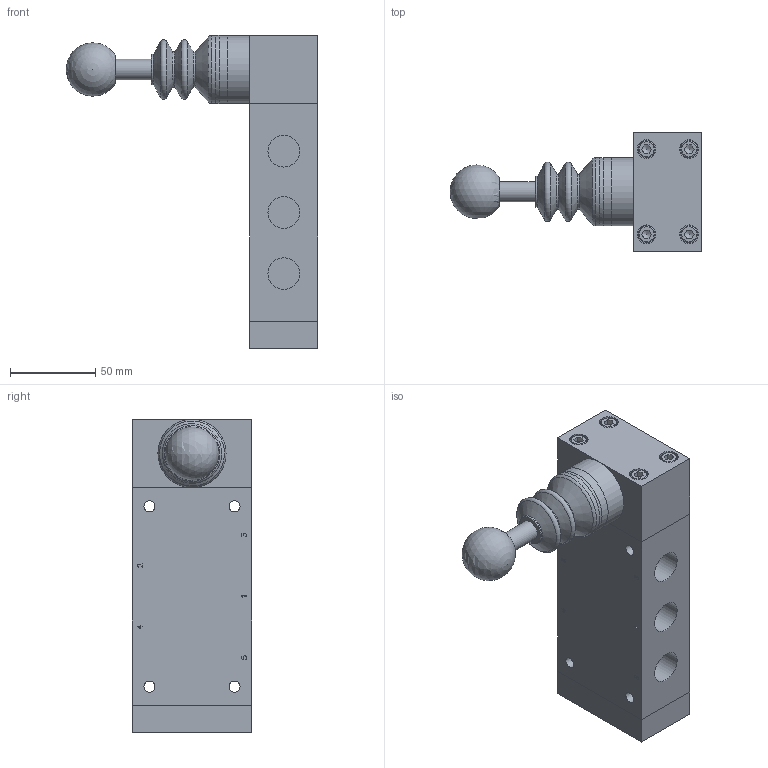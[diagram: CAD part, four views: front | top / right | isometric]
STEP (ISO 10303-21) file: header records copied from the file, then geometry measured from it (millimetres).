
FILE_DESCRIPTION (( 'STEP AP214' ), '1' );
FILE_NAME ('HR-12-530_Airtec.step', '2018-11-14T13:57:17', ( '' ), ( '' ), 'SwSTEP 2.0', 'SolidWorks 2010', '' );
FILE_SCHEMA (( 'AUTOMOTIVE_DESIGN' ));
Length unit declared in the file: millimetre
Products named in the file (1): HR-12-530_Airtec
Bounding box: 147.96 x 70 x 184 mm (x, y, z)
Volume: 559901.3 mm3; surface area: 66859.4 mm2
Topology: 1 solids, 1 shells, 509 faces, 1368 edges, 901 vertices
Faces by surface type: plane 395, cone 50, torus 30, cylinder 29, sphere 5
Full cylindrical faces by diameter (mm): 0.5 x1, 2.5 x1, 6.5 x4, 10 x4, 11 x8, 12 x1, 18 x1, 18.631 x5, 40 x4
Entity records: 18085 total; most frequent: CARTESIAN_POINT 3685, ORIENTED_EDGE 2572, DIRECTION 2349, EDGE_CURVE 1286, VECTOR 1003, LINE 1003, VERTEX_POINT 881, AXIS2_PLACEMENT_3D 673
